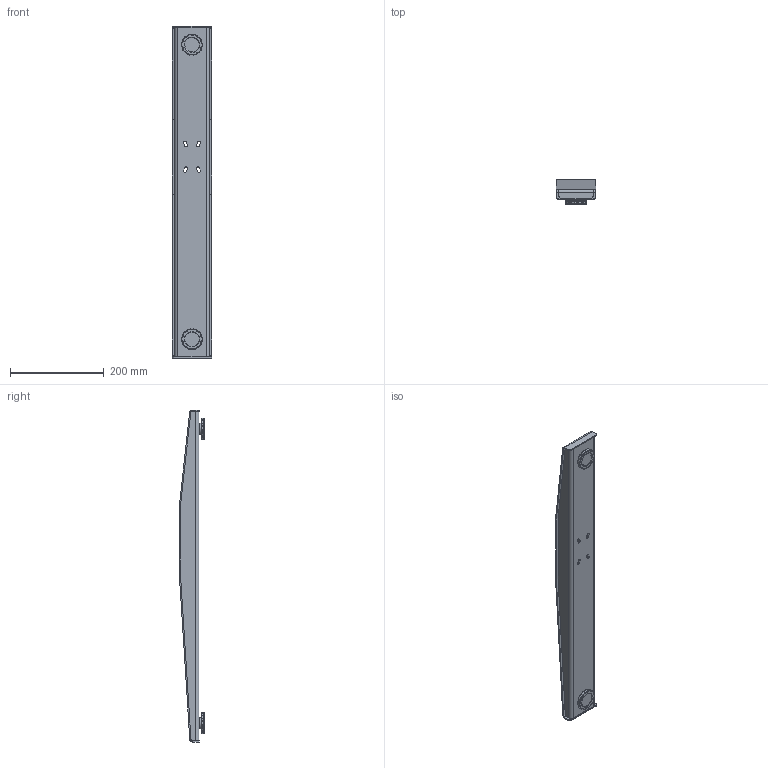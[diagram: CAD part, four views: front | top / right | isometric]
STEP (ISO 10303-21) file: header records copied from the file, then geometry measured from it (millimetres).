
FILE_DESCRIPTION (( 'STEP AP203' ), '1' );
FILE_NAME ('Typ A L-Fuß.STEP', '2016-04-15T05:48:18', ( 'admin' ), ( 'Hewlett-Packard Company' ), 'SwSTEP 2.0', 'SolidWorks 2014', '' );
FILE_SCHEMA (( 'CONFIG_CONTROL_DESIGN' ));
Length unit declared in the file: millimetre
Products named in the file (1): Typ A L-Fuﾟ
Bounding box: 84 x 53.3 x 710.08 mm (x, y, z)
Volume: 1588538.6 mm3; surface area: 183662.2 mm2
Topology: 1 solids, 1 shells, 391 faces, 924 edges, 464 vertices
Faces by surface type: cylinder 146, torus 104, sphere 80, plane 57, cone 4
Entity records: 10671 total; most frequent: DIRECTION 2216, CARTESIAN_POINT 1700, ORIENTED_EDGE 1688, AXIS2_PLACEMENT_3D 980, EDGE_CURVE 844, CIRCLE 588, VERTEX_POINT 464, EDGE_LOOP 408
